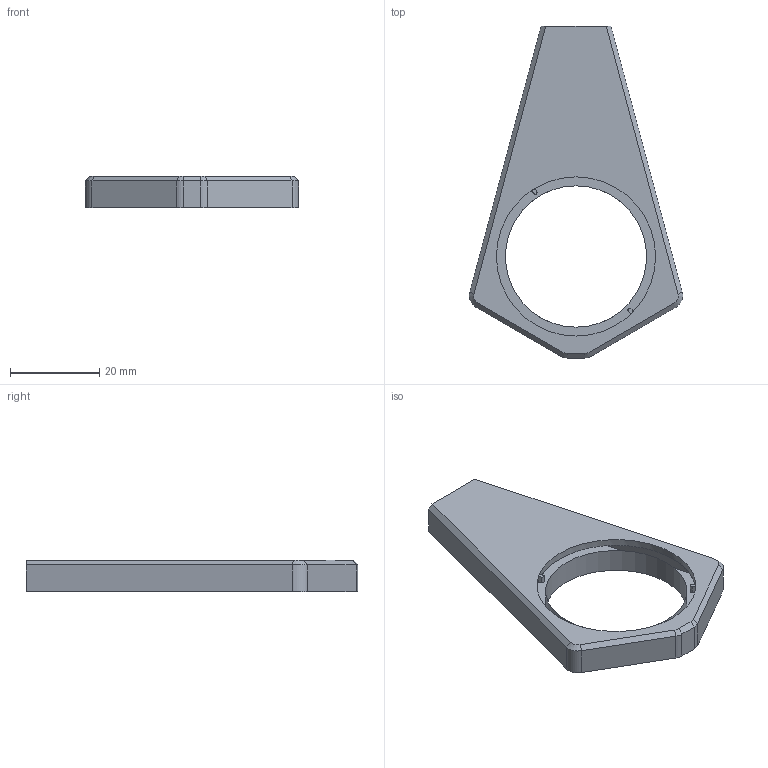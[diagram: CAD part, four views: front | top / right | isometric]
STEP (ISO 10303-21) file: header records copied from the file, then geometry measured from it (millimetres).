
FILE_DESCRIPTION(/* description */ (''),/* implementation_level */ '2;1');
FILE_NAME(/* name */ 'cirque-housing.step',/* time_stamp */ '2024-08-03T09:33:02-04:00',/* author */ (''),/* organization */ (''),/* preprocessor_version */ 'ST-DEVELOPER v20',/* originating_system */ 'Autodesk Translation Framework v13.14.0.145',/* authorisation */ '');
FILE_SCHEMA (('AUTOMOTIVE_DESIGN { 1 0 10303 214 3 1 1 }'));
Length unit declared in the file: millimetre
Products named in the file (1): bw2cirque
Bounding box: 47.81 x 74.39 x 7 mm (x, y, z)
Volume: 10321.2 mm3; surface area: 5155.2 mm2
Topology: 1 solids, 1 shells, 38 faces, 85 edges, 54 vertices
Faces by surface type: plane 23, cylinder 11, cone 4
Full cylindrical faces by diameter (mm): 3.4 x2, 31.662 x1, 35.662 x1
Entity records: 1079 total; most frequent: DIRECTION 191, CARTESIAN_POINT 178, ORIENTED_EDGE 170, EDGE_CURVE 85, AXIS2_PLACEMENT_3D 67, LINE 57, VECTOR 57, VERTEX_POINT 54
